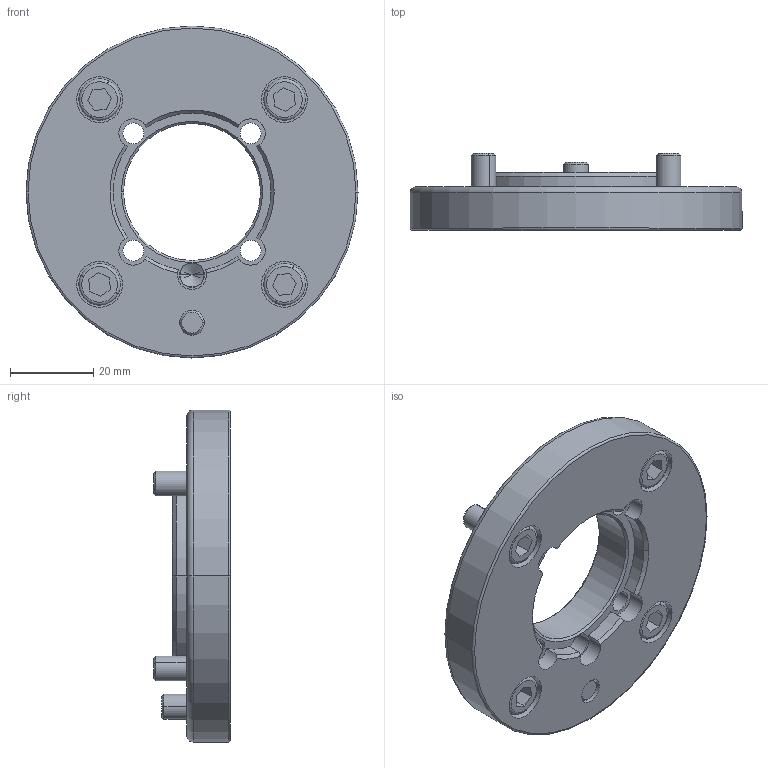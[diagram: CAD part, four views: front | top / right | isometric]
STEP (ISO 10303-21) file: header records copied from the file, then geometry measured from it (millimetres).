
FILE_DESCRIPTION (( 'STEP AP214' ), '1' );
FILE_NAME ('P0135.STEP', '2021-08-17T10:56:48', ( '' ), ( '' ), 'SwSTEP 2.0', 'SolidWorks 2019', '' );
FILE_SCHEMA (( 'AUTOMOTIVE_DESIGN' ));
Length unit declared in the file: millimetre
Products named in the file (1): P0135
Bounding box: 80 x 18.5 x 80 mm (x, y, z)
Volume: 44819.5 mm3; surface area: 17308.6 mm2
Topology: 6 solids, 6 shells, 159 faces, 365 edges, 230 vertices
Faces by surface type: cylinder 69, plane 50, cone 28, torus 12
Entity records: 6396 total; most frequent: DIRECTION 862, CARTESIAN_POINT 783, ORIENTED_EDGE 726, EDGE_CURVE 363, AXIS2_PLACEMENT_3D 349, VERTEX_POINT 230, EDGE_LOOP 193, CIRCLE 189
